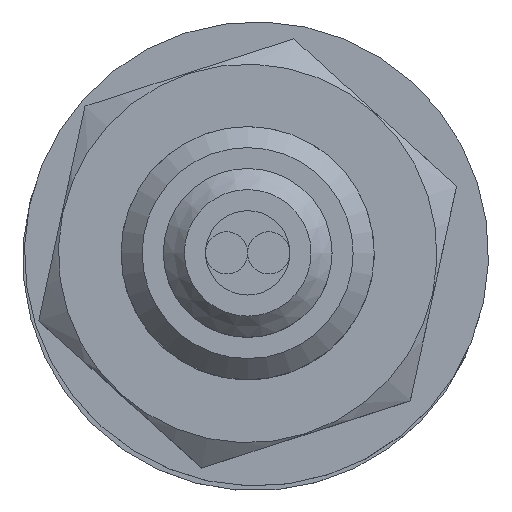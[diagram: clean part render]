
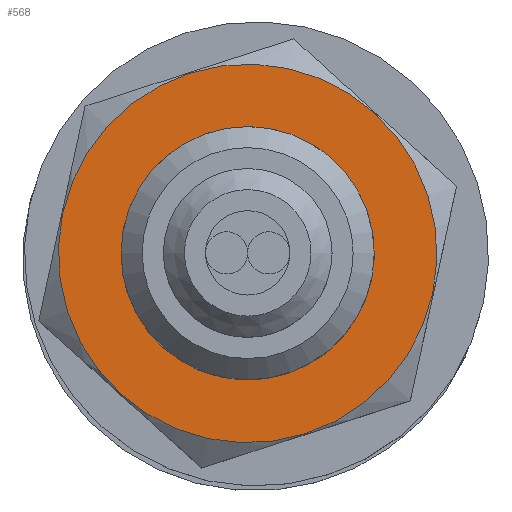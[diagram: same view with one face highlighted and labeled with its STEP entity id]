
A CAD part, top view. The second image highlights one B-rep face of the part: STEP entity #568.
In plain terms, the highlighted face is planar.
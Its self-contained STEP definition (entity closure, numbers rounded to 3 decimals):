
#66=FACE_BOUND('',#179,.T.);
#86=PLANE('',#724);
#134=FACE_OUTER_BOUND('',#178,.T.);
#178=EDGE_LOOP('',(#491,#492));
#179=EDGE_LOOP('',(#493));
#266=CIRCLE('',#725,4.486);
#267=CIRCLE('',#726,4.486);
#268=CIRCLE('',#727,3.);
#307=VERTEX_POINT('',#1086);
#308=VERTEX_POINT('',#1087);
#309=VERTEX_POINT('',#1090);
#374=EDGE_CURVE('',#307,#308,#266,.T.);
#375=EDGE_CURVE('',#308,#307,#267,.T.);
#376=EDGE_CURVE('',#309,#309,#268,.T.);
#491=ORIENTED_EDGE('',*,*,#374,.T.);
#492=ORIENTED_EDGE('',*,*,#375,.T.);
#493=ORIENTED_EDGE('',*,*,#376,.F.);
#568=ADVANCED_FACE('',(#134,#66),#86,.T.);
#724=AXIS2_PLACEMENT_3D('',#1085,#885,#886);
#725=AXIS2_PLACEMENT_3D('',#1088,#887,#888);
#726=AXIS2_PLACEMENT_3D('',#1089,#889,#890);
#727=AXIS2_PLACEMENT_3D('',#1091,#891,#892);
#885=DIRECTION('center_axis',(1.,0.,0.));
#886=DIRECTION('ref_axis',(0.,0.,-1.));
#887=DIRECTION('center_axis',(1.,0.,0.));
#888=DIRECTION('ref_axis',(0.,0.,-1.));
#889=DIRECTION('center_axis',(1.,0.,0.));
#890=DIRECTION('ref_axis',(0.,0.,-1.));
#891=DIRECTION('center_axis',(1.,0.,0.));
#892=DIRECTION('ref_axis',(0.,0.,-1.));
#1085=CARTESIAN_POINT('Origin',(1.2,0.,0.));
#1086=CARTESIAN_POINT('',(1.2,0.,-4.486));
#1087=CARTESIAN_POINT('',(1.2,0.,4.486));
#1088=CARTESIAN_POINT('Origin',(1.2,0.,0.));
#1089=CARTESIAN_POINT('Origin',(1.2,0.,0.));
#1090=CARTESIAN_POINT('',(1.2,0.,-3.));
#1091=CARTESIAN_POINT('Origin',(1.2,0.,0.));
